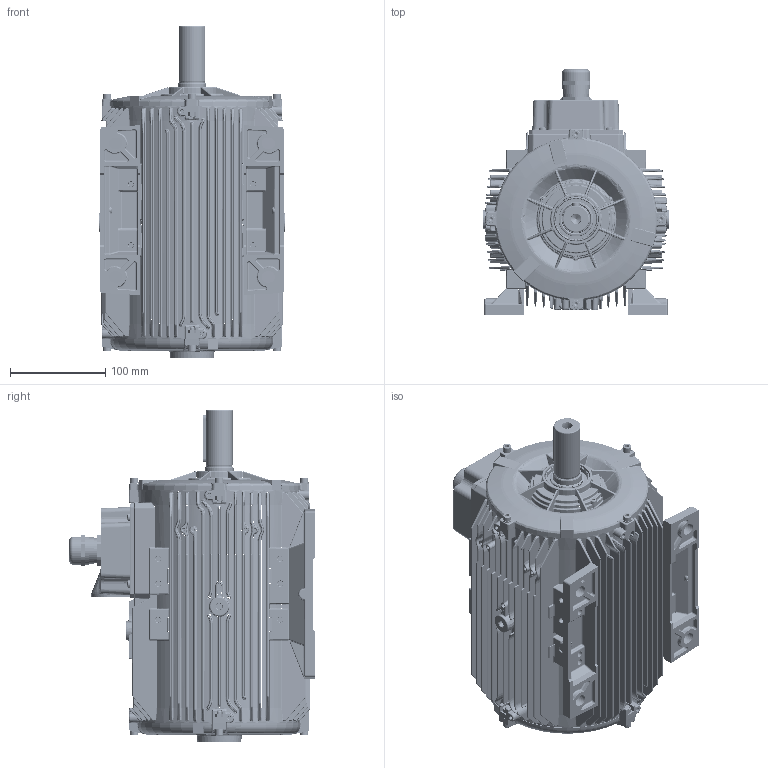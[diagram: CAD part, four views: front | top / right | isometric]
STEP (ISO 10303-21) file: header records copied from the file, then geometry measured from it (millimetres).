
FILE_DESCRIPTION(/* description */ (''),/* implementation_level */ '2;1');
FILE_NAME(/* name */ 'S2H100L4-8C40-KG.stp',/* time_stamp */ '2021-01-04T08:59:45+03:00',/* author */ (''),/* organization */ (''),/* preprocessor_version */ 'ST-DEVELOPER v16',/* originating_system */ 'SIEMENS PLM Software NX 11.0',/* authorisation */ '');
FILE_SCHEMA (('AP203_CONFIGURATION_CONTROLLED_3D_DESIGN_OF_MECHANICAL_PARTS_AND_ASSEMBLIES_MIM_LF { 1 0 10303 403 2 1 2}'));
Length unit declared in the file: millimetre
Products named in the file (1): 260314206C66eb8i
Bounding box: 196 x 257.2 x 348 mm (x, y, z)
Surface area: 599590 mm2 (no closed solid volume)
Topology: 0 solids, 74 shells, 6364 faces, 17905 edges, 10713 vertices
Faces by surface type: bspline 2615, cylinder 1855, plane 1240, cone 283, torus 242, sphere 129
Full cylindrical faces by diameter (mm): 5 x8, 6.5 x8, 8 x4, 8.5 x9, 10.5 x1, 18 x1, 20 x1, 26.619 x1, 27.4 x1, 28 x1, 28.143 x1, 29.591 x2, 30 x1, 32 x1, 40 x1, 43.9 x1, 44.1 x1
Entity records: 248970 total; most frequent: CARTESIAN_POINT 103793, ORIENTED_EDGE 30313, DIRECTION 28629, EDGE_CURVE 17419, AXIS2_PLACEMENT_3D 11794, VERTEX_POINT 10634, EDGE_LOOP 6742, ADVANCED_FACE 6362
